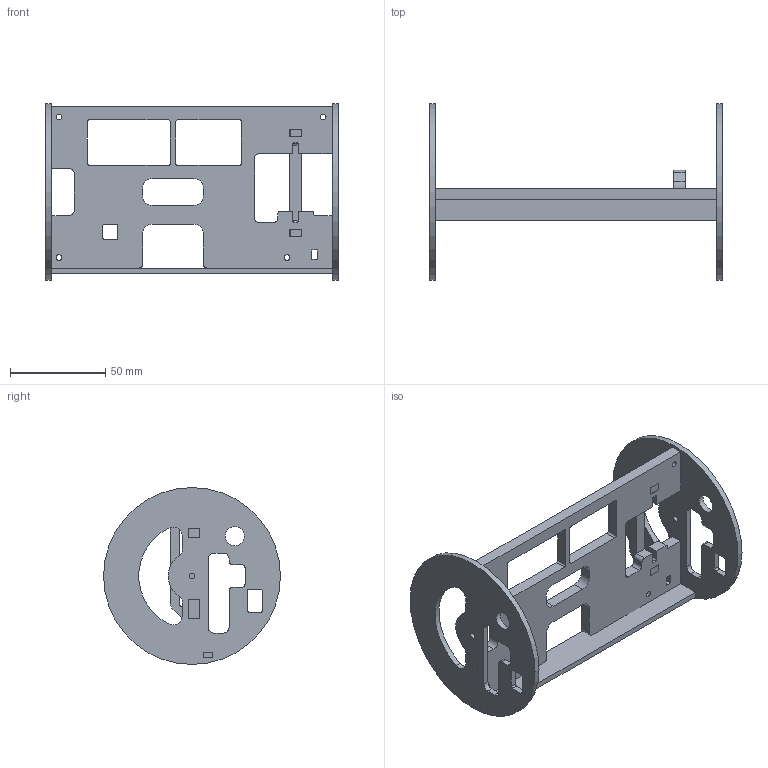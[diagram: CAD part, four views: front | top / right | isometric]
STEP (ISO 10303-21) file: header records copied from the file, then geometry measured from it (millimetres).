
FILE_DESCRIPTION(/* description */ (''),/* implementation_level */ '2;1');
FILE_NAME(/* name */ 'Electronics Chassis Aft.stp',/* time_stamp */ '2015-09-22T15:29:28-07:00',/* author */ ('Evil Brian'),/* organization */ (''),/* preprocessor_version */ 'ST-DEVELOPER v16.1',/* originating_system */ 'Autodesk Inventor 2016',/* authorisation */ '');
FILE_SCHEMA (('AUTOMOTIVE_DESIGN { 1 0 10303 214 3 1 1 }'));
Products named in the file (5): Electronics Chassis Main; Electronics Chassis Servo Mount; Electronics Chassis Side; Electronics Chassis Wall; Electronics Chassis Aft
Assembly tree (5 placements, depth 2):
  Electronics Chassis Aft
    Electronics Chassis Main
    Electronics Chassis Servo Mount
    Electronics Chassis Side  x2
    Electronics Chassis Wall
Bounding box: 154 x 93 x 93 mm (x, y, z)
Volume: 87586.1 mm3; surface area: 54835.9 mm2
Topology: 5 solids, 5 shells, 254 faces, 732 edges, 488 vertices
Faces by surface type: plane 170, cylinder 84
Full cylindrical faces by diameter (mm): 3 x6, 10 x2, 93 x2
Entity records: 6869 total; most frequent: CARTESIAN_POINT 1193, ORIENTED_EDGE 1168, DIRECTION 1140, EDGE_CURVE 584, LINE 458, VECTOR 458, VERTEX_POINT 394, AXIS2_PLACEMENT_3D 341
